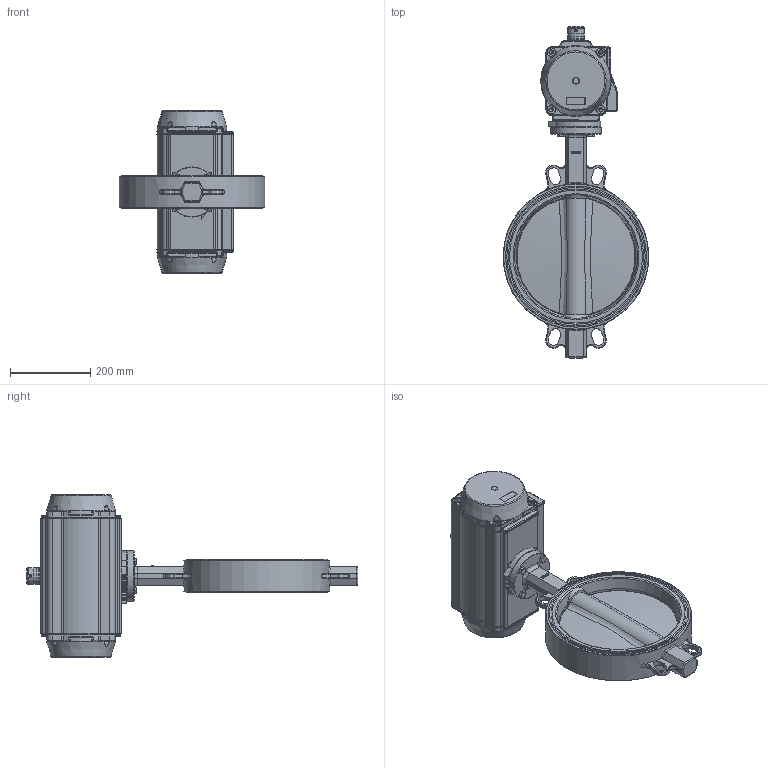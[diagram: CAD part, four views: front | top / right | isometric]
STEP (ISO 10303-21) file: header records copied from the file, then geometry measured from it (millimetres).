
FILE_DESCRIPTION(/* description */ ('Unknown'),/* implementation_level */ '2;1');
FILE_NAME(/* name */ 'PD10 5100_5110_5120-17',/* time_stamp */ '2025-04-02T09:23:51+02:00',/* author */ ('Unknown'),/* organization */ ('Unknown'),/* preprocessor_version */ 'ST-DEVELOPER v19.4',/* originating_system */ 'Solid Edge',/* authorisation */ 'Unknown');
FILE_SCHEMA (('AUTOMOTIVE_DESIGN {1 0 10303 214 3 1 1}'));
Products named in the file (20): PD10 5100_5110_5120-17; WAFER-DN300; DN300概极; seat; disc; shaft1; shaft2; bushing1; Rasterscheibe DN300; DIN 933 M10x45 A2-70 BLK_EDST; PD10_PE09; VTE160埴詰; vt160-2016-06-25   酘傷裔_MIR; vt160-2016-06-25; VT160-03 怀堤粣; VT160-02; Optische Anzeige; ______; ________(___________; cup head nib bolts with large head gb_GB_FASTENER_BOLT_CHNBW M6X25-N
Assembly tree (27 placements, depth 4):
  PD10 5100_5110_5120-17
    WAFER-DN300
      DN300概极
      seat
      disc
      shaft1
      shaft2
      bushing1  x2
    Rasterscheibe DN300
    DIN 933 M10x45 A2-70 BLK_EDST  x4
    PD10_PE09
      VTE160埴詰
      vt160-2016-06-25   酘傷裔_MIR
      vt160-2016-06-25
      VT160-03 怀堤粣
      VT160-02  x2
      Optische Anzeige
        ______
        ________(___________  x4
        cup head nib bolts with large head gb_GB_FASTENER_BOLT_CHNBW M6X25-N
Bounding box: 364 x 828.62 x 406 mm (x, y, z)
Volume: 10844908.9 mm3; surface area: 1942286.9 mm2
Topology: 24 solids, 24 shells, 4241 faces, 10436 edges, 6383 vertices
Faces by surface type: plane 1124, bspline 1066, cylinder 1052, torus 618, cone 306, sphere 75
Full cylindrical faces by diameter (mm): 3 x16, 3.3 x8, 4.134 x8, 4.66 x1, 4.917 x1, 6 x1, 6.2 x1, 6.8 x1, 8 x1, 8.376 x12, 9.663 x8, 10 x4, 10.106 x4, 11.445 x2, 11.835 x2, 12 x4, 13 x2, 17 x4, 20.5 x2, 22 x1, 27.5 x1, 30 x2, 31.6 x5, 31.8 x1, 31.9 x2, 34.3 x1, 36.4 x1, 37 x1, 38.1 x4, 38.15 x2
Entity records: 138997 total; most frequent: CARTESIAN_POINT 66546, ORIENTED_EDGE 16008, DIRECTION 12535, EDGE_CURVE 8004, VERTEX_POINT 5132, AXIS2_PLACEMENT_3D 4933, FACE_BOUND 3982, EDGE_LOOP 3958
